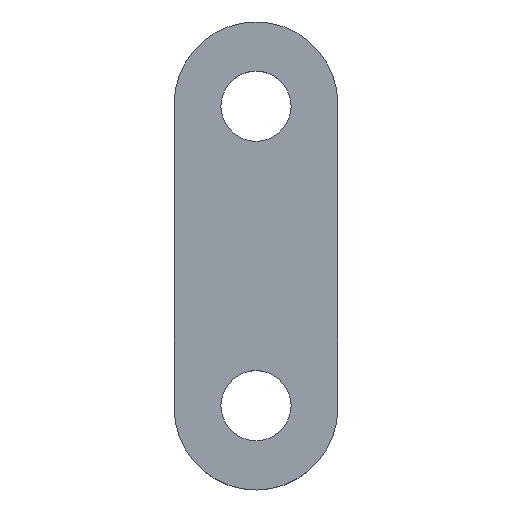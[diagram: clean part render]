
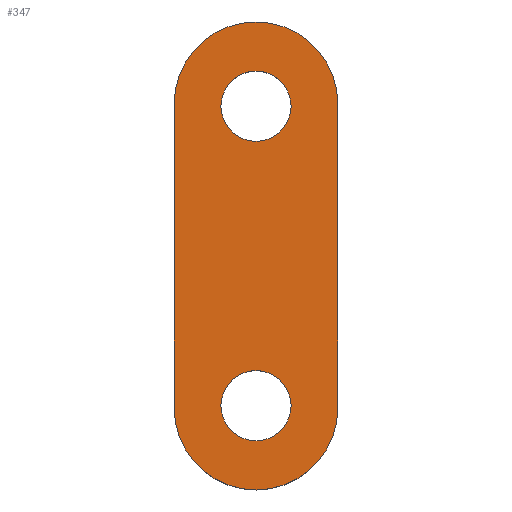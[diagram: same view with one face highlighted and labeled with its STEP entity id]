
A CAD part, top view. The second image highlights one B-rep face of the part: STEP entity #347.
In plain terms, the highlighted planar face has unit normal (0, 0, 1).
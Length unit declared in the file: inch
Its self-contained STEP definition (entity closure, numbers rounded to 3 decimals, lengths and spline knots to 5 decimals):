
#2 = CIRCLE ( 'NONE', #126, 0.09375 ) ;
#4 = CARTESIAN_POINT ( 'NONE',  ( 0.09375, 0.4, 0.0625 ) ) ;
#17 = ORIENTED_EDGE ( 'NONE', *, *, #82, .F. ) ;
#22 = CARTESIAN_POINT ( 'NONE',  ( 0.21875, -0.40625, 0.0625 ) ) ;
#24 = CARTESIAN_POINT ( 'NONE',  ( 0., 0.4, 0.0625 ) ) ;
#41 = CIRCLE ( 'NONE', #62, 0.21875 ) ;
#43 = LINE ( 'NONE', #226, #66 ) ;
#44 = VERTEX_POINT ( 'NONE', #22 ) ;
#52 = DIRECTION ( 'NONE',  ( 0., 0., 1. ) ) ;
#53 = CARTESIAN_POINT ( 'NONE',  ( 0.09375, -0.4, 0.0625 ) ) ;
#56 = CARTESIAN_POINT ( 'NONE',  ( 0., 0., 0.0625 ) ) ;
#58 = PLANE ( 'NONE',  #197 ) ;
#60 = DIRECTION ( 'NONE',  ( 0., -1., 0. ) ) ;
#62 = AXIS2_PLACEMENT_3D ( 'NONE', #253, #101, #136 ) ;
#66 = VECTOR ( 'NONE', #225, 39.37008 ) ;
#73 = DIRECTION ( 'NONE',  ( 1., 0., 0. ) ) ;
#74 = CARTESIAN_POINT ( 'NONE',  ( 0., -0.4, 0.0625 ) ) ;
#76 = ORIENTED_EDGE ( 'NONE', *, *, #110, .F. ) ;
#82 = EDGE_CURVE ( 'NONE', #212, #256, #118, .T. ) ;
#91 = CIRCLE ( 'NONE', #306, 0.21875 ) ;
#92 = VERTEX_POINT ( 'NONE', #159 ) ;
#93 = AXIS2_PLACEMENT_3D ( 'NONE', #293, #119, #346 ) ;
#95 = EDGE_LOOP ( 'NONE', ( #272, #327, #254, #357 ) ) ;
#100 = CARTESIAN_POINT ( 'NONE',  ( 0., -0.40625, 0.0625 ) ) ;
#101 = DIRECTION ( 'NONE',  ( 0., 0., 1. ) ) ;
#102 = CIRCLE ( 'NONE', #93, 0.09375 ) ;
#110 = EDGE_CURVE ( 'NONE', #92, #228, #282, .T. ) ;
#111 = ORIENTED_EDGE ( 'NONE', *, *, #200, .F. ) ;
#113 = FACE_BOUND ( 'NONE', #152, .T. ) ;
#118 = CIRCLE ( 'NONE', #157, 0.09375 ) ;
#119 = DIRECTION ( 'NONE',  ( 0., 0., 1. ) ) ;
#121 = EDGE_CURVE ( 'NONE', #241, #44, #91, .T. ) ;
#126 = AXIS2_PLACEMENT_3D ( 'NONE', #137, #52, #140 ) ;
#132 = LINE ( 'NONE', #232, #252 ) ;
#136 = DIRECTION ( 'NONE',  ( 1., 0., 0. ) ) ;
#137 = CARTESIAN_POINT ( 'NONE',  ( 0., -0.4, 0.0625 ) ) ;
#140 = DIRECTION ( 'NONE',  ( 1., 0., 0. ) ) ;
#143 = FACE_OUTER_BOUND ( 'NONE', #95, .T. ) ;
#152 = EDGE_LOOP ( 'NONE', ( #17, #111 ) ) ;
#157 = AXIS2_PLACEMENT_3D ( 'NONE', #74, #187, #73 ) ;
#159 = CARTESIAN_POINT ( 'NONE',  ( -0.09375, 0.4, 0.0625 ) ) ;
#163 = EDGE_CURVE ( 'NONE', #179, #233, #41, .T. ) ;
#164 = DIRECTION ( 'NONE',  ( 1., 0., 0. ) ) ;
#172 = EDGE_LOOP ( 'NONE', ( #312, #76 ) ) ;
#179 = VERTEX_POINT ( 'NONE', #277 ) ;
#187 = DIRECTION ( 'NONE',  ( 0., 0., 1. ) ) ;
#190 = DIRECTION ( 'NONE',  ( 0., 0., 1. ) ) ;
#197 = AXIS2_PLACEMENT_3D ( 'NONE', #56, #325, #348 ) ;
#200 = EDGE_CURVE ( 'NONE', #256, #212, #2, .T. ) ;
#212 = VERTEX_POINT ( 'NONE', #53 ) ;
#225 = DIRECTION ( 'NONE',  ( 0., 1., 0. ) ) ;
#226 = CARTESIAN_POINT ( 'NONE',  ( 0.21875, -0.625, 0.0625 ) ) ;
#228 = VERTEX_POINT ( 'NONE', #4 ) ;
#229 = CARTESIAN_POINT ( 'NONE',  ( -0.21875, 0.40625, 0.0625 ) ) ;
#230 = EDGE_CURVE ( 'NONE', #44, #179, #43, .T. ) ;
#232 = CARTESIAN_POINT ( 'NONE',  ( -0.21875, -0.625, 0.0625 ) ) ;
#233 = VERTEX_POINT ( 'NONE', #229 ) ;
#241 = VERTEX_POINT ( 'NONE', #260 ) ;
#248 = DIRECTION ( 'NONE',  ( 1., 0., 0. ) ) ;
#252 = VECTOR ( 'NONE', #60, 39.37008 ) ;
#253 = CARTESIAN_POINT ( 'NONE',  ( 0., 0.40625, 0.0625 ) ) ;
#254 = ORIENTED_EDGE ( 'NONE', *, *, #230, .T. ) ;
#256 = VERTEX_POINT ( 'NONE', #316 ) ;
#260 = CARTESIAN_POINT ( 'NONE',  ( -0.21875, -0.40625, 0.0625 ) ) ;
#272 = ORIENTED_EDGE ( 'NONE', *, *, #321, .T. ) ;
#277 = CARTESIAN_POINT ( 'NONE',  ( 0.21875, 0.40625, 0.0625 ) ) ;
#279 = EDGE_CURVE ( 'NONE', #228, #92, #102, .T. ) ;
#282 = CIRCLE ( 'NONE', #330, 0.09375 ) ;
#293 = CARTESIAN_POINT ( 'NONE',  ( 0., 0.4, 0.0625 ) ) ;
#306 = AXIS2_PLACEMENT_3D ( 'NONE', #100, #314, #164 ) ;
#312 = ORIENTED_EDGE ( 'NONE', *, *, #279, .F. ) ;
#314 = DIRECTION ( 'NONE',  ( 0., 0., 1. ) ) ;
#316 = CARTESIAN_POINT ( 'NONE',  ( -0.09375, -0.4, 0.0625 ) ) ;
#321 = EDGE_CURVE ( 'NONE', #233, #241, #132, .T. ) ;
#325 = DIRECTION ( 'NONE',  ( 0., 0., 1. ) ) ;
#327 = ORIENTED_EDGE ( 'NONE', *, *, #121, .T. ) ;
#330 = AXIS2_PLACEMENT_3D ( 'NONE', #24, #190, #248 ) ;
#343 = FACE_BOUND ( 'NONE', #172, .T. ) ;
#346 = DIRECTION ( 'NONE',  ( 1., 0., 0. ) ) ;
#347 = ADVANCED_FACE ( 'NONE', ( #343, #113, #143 ), #58, .T. ) ;
#348 = DIRECTION ( 'NONE',  ( 1., 0., 0. ) ) ;
#357 = ORIENTED_EDGE ( 'NONE', *, *, #163, .T. ) ;
